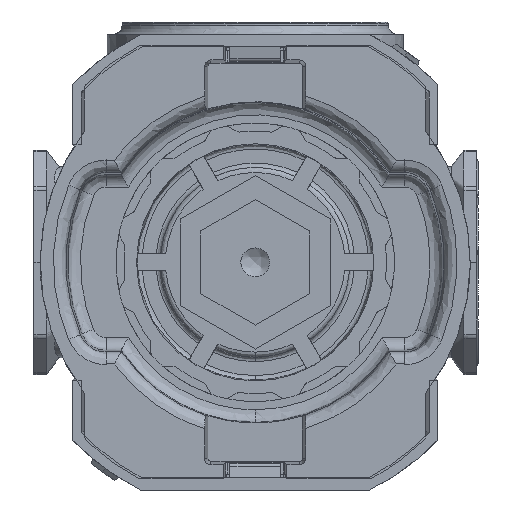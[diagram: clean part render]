
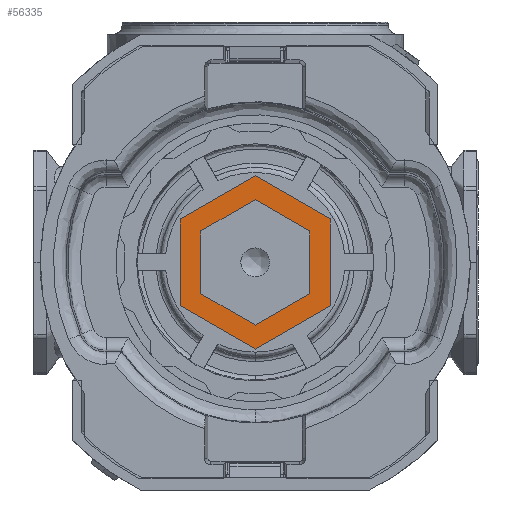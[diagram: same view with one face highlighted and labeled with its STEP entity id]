
A CAD part, front view. The second image highlights one B-rep face of the part: STEP entity #56335.
In plain terms, the highlighted planar face has unit normal (0, -1, 0).
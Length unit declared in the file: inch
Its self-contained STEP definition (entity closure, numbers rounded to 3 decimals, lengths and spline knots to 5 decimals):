
#1184 = CARTESIAN_POINT ( 'NONE',  ( -0.33819, 0., 0. ) ) ;
#3655 = CARTESIAN_POINT ( 'NONE',  ( -0.46752, 0., 0.26992 ) ) ;
#3767 = LINE ( 'NONE', #53918, #55658 ) ;
#4281 = VERTEX_POINT ( 'NONE', #27123 ) ;
#5130 = LINE ( 'NONE', #80366, #46162 ) ;
#6111 = EDGE_CURVE ( 'NONE', #6239, #53469, #27747, .T. ) ;
#6119 = VECTOR ( 'NONE', #68929, 39.37008 ) ;
#6239 = VERTEX_POINT ( 'NONE', #73335 ) ;
#6318 = VECTOR ( 'NONE', #26233, 39.37008 ) ;
#6665 = VECTOR ( 'NONE', #52153, 39.37008 ) ;
#7607 = CARTESIAN_POINT ( 'NONE',  ( 0.46752, 0., -0.26992 ) ) ;
#7773 = CARTESIAN_POINT ( 'NONE',  ( -0.33819, 0., -0.19525 ) ) ;
#8485 = ORIENTED_EDGE ( 'NONE', *, *, #49863, .T. ) ;
#11025 = EDGE_CURVE ( 'NONE', #21171, #77303, #3767, .T. ) ;
#13504 = VECTOR ( 'NONE', #79483, 39.37008 ) ;
#14580 = DIRECTION ( 'NONE',  ( 0.866, 0., -0.5 ) ) ;
#14748 = LINE ( 'NONE', #3655, #33692 ) ;
#15163 = ORIENTED_EDGE ( 'NONE', *, *, #28993, .T. ) ;
#15263 = DIRECTION ( 'NONE',  ( -0.866, 0., 0.5 ) ) ;
#15551 = CARTESIAN_POINT ( 'NONE',  ( 0.46752, 0., 0.26992 ) ) ;
#20089 = LINE ( 'NONE', #1184, #6318 ) ;
#20173 = LINE ( 'NONE', #69517, #47541 ) ;
#21171 = VERTEX_POINT ( 'NONE', #67591 ) ;
#22736 = CARTESIAN_POINT ( 'NONE',  ( 0., 0., -0.53985 ) ) ;
#23260 = CARTESIAN_POINT ( 'NONE',  ( 0., 0., 0.39051 ) ) ;
#24239 = VERTEX_POINT ( 'NONE', #7773 ) ;
#26233 = DIRECTION ( 'NONE',  ( 0., 0., -1. ) ) ;
#27063 = LINE ( 'NONE', #45976, #6665 ) ;
#27123 = CARTESIAN_POINT ( 'NONE',  ( 0., 0., 0.53985 ) ) ;
#27171 = LINE ( 'NONE', #71595, #64150 ) ;
#27747 = LINE ( 'NONE', #46663, #65428 ) ;
#28005 = DIRECTION ( 'NONE',  ( -0.866, 0., -0.5 ) ) ;
#28993 = EDGE_CURVE ( 'NONE', #73583, #6239, #20173, .T. ) ;
#29332 = LINE ( 'NONE', #60191, #13504 ) ;
#29673 = CARTESIAN_POINT ( 'NONE',  ( 0.33819, 0., -0.19525 ) ) ;
#29782 = DIRECTION ( 'NONE',  ( 0., 0., 1. ) ) ;
#30273 = EDGE_CURVE ( 'NONE', #58342, #24239, #20089, .T. ) ;
#30962 = EDGE_CURVE ( 'NONE', #57014, #21171, #79943, .T. ) ;
#31453 = LINE ( 'NONE', #7607, #44403 ) ;
#33595 = CARTESIAN_POINT ( 'NONE',  ( -0.46752, 0., 0.26992 ) ) ;
#33692 = VECTOR ( 'NONE', #34080, 39.37008 ) ;
#34080 = DIRECTION ( 'NONE',  ( -0.866, 0., -0.5 ) ) ;
#35654 = ORIENTED_EDGE ( 'NONE', *, *, #30273, .F. ) ;
#35972 = CARTESIAN_POINT ( 'NONE',  ( 0.33819, 0., 0. ) ) ;
#36733 = VERTEX_POINT ( 'NONE', #15551 ) ;
#36940 = ORIENTED_EDGE ( 'NONE', *, *, #30962, .F. ) ;
#37060 = DIRECTION ( 'NONE',  ( 0., 1., 0. ) ) ;
#40345 = EDGE_CURVE ( 'NONE', #24239, #64164, #29332, .T. ) ;
#41047 = VERTEX_POINT ( 'NONE', #74623 ) ;
#42809 = FACE_BOUND ( 'NONE', #60118, .T. ) ;
#43913 = EDGE_CURVE ( 'NONE', #64164, #57014, #27063, .T. ) ;
#44403 = VECTOR ( 'NONE', #56547, 39.37008 ) ;
#44664 = EDGE_CURVE ( 'NONE', #77303, #58342, #27171, .T. ) ;
#45976 = CARTESIAN_POINT ( 'NONE',  ( 0., 0., -0.39051 ) ) ;
#46162 = VECTOR ( 'NONE', #75799, 39.37008 ) ;
#46663 = CARTESIAN_POINT ( 'NONE',  ( 0., 0., -0.53985 ) ) ;
#46735 = EDGE_CURVE ( 'NONE', #4281, #73583, #14748, .T. ) ;
#47541 = VECTOR ( 'NONE', #69116, 39.37008 ) ;
#47759 = ORIENTED_EDGE ( 'NONE', *, *, #44664, .F. ) ;
#49614 = ORIENTED_EDGE ( 'NONE', *, *, #43913, .F. ) ;
#49768 = DIRECTION ( 'NONE',  ( 0., 0., 1. ) ) ;
#49863 = EDGE_CURVE ( 'NONE', #53469, #41047, #31453, .T. ) ;
#50000 = CARTESIAN_POINT ( 'NONE',  ( 0.46752, 0., 0.26992 ) ) ;
#52153 = DIRECTION ( 'NONE',  ( 0.866, 0., 0.5 ) ) ;
#53469 = VERTEX_POINT ( 'NONE', #22736 ) ;
#53918 = CARTESIAN_POINT ( 'NONE',  ( 0.33819, 0., 0.19525 ) ) ;
#54970 = LINE ( 'NONE', #50000, #6119 ) ;
#55658 = VECTOR ( 'NONE', #15263, 39.37008 ) ;
#56335 = ADVANCED_FACE ( 'NONE', ( #62962, #42809 ), #74453, .F. ) ;
#56547 = DIRECTION ( 'NONE',  ( 0.866, 0., 0.5 ) ) ;
#56570 = ORIENTED_EDGE ( 'NONE', *, *, #67622, .T. ) ;
#57014 = VERTEX_POINT ( 'NONE', #29673 ) ;
#58342 = VERTEX_POINT ( 'NONE', #58442 ) ;
#58442 = CARTESIAN_POINT ( 'NONE',  ( -0.33819, 0., 0.19525 ) ) ;
#60118 = EDGE_LOOP ( 'NONE', ( #47759, #75916, #36940, #49614, #79325, #35654 ) ) ;
#60191 = CARTESIAN_POINT ( 'NONE',  ( -0.33819, 0., -0.19525 ) ) ;
#60812 = AXIS2_PLACEMENT_3D ( 'NONE', #69520, #37060, #49768 ) ;
#62848 = VECTOR ( 'NONE', #29782, 39.37008 ) ;
#62962 = FACE_OUTER_BOUND ( 'NONE', #79528, .T. ) ;
#64150 = VECTOR ( 'NONE', #28005, 39.37008 ) ;
#64164 = VERTEX_POINT ( 'NONE', #65873 ) ;
#65428 = VECTOR ( 'NONE', #14580, 39.37008 ) ;
#65873 = CARTESIAN_POINT ( 'NONE',  ( 0., 0., -0.39051 ) ) ;
#67168 = ORIENTED_EDGE ( 'NONE', *, *, #80787, .T. ) ;
#67591 = CARTESIAN_POINT ( 'NONE',  ( 0.33819, 0., 0.19525 ) ) ;
#67622 = EDGE_CURVE ( 'NONE', #36733, #4281, #5130, .T. ) ;
#68850 = ORIENTED_EDGE ( 'NONE', *, *, #46735, .T. ) ;
#68929 = DIRECTION ( 'NONE',  ( 0., 0., 1. ) ) ;
#69116 = DIRECTION ( 'NONE',  ( 0., 0., -1. ) ) ;
#69270 = ORIENTED_EDGE ( 'NONE', *, *, #6111, .T. ) ;
#69517 = CARTESIAN_POINT ( 'NONE',  ( -0.46752, 0., -0.26992 ) ) ;
#69520 = CARTESIAN_POINT ( 'NONE',  ( 0., 0., 0. ) ) ;
#71595 = CARTESIAN_POINT ( 'NONE',  ( 0., 0., 0.39051 ) ) ;
#73335 = CARTESIAN_POINT ( 'NONE',  ( -0.46752, 0., -0.26992 ) ) ;
#73583 = VERTEX_POINT ( 'NONE', #33595 ) ;
#74453 = PLANE ( 'NONE',  #60812 ) ;
#74623 = CARTESIAN_POINT ( 'NONE',  ( 0.46752, 0., -0.26992 ) ) ;
#75799 = DIRECTION ( 'NONE',  ( -0.866, 0., 0.5 ) ) ;
#75916 = ORIENTED_EDGE ( 'NONE', *, *, #11025, .F. ) ;
#77303 = VERTEX_POINT ( 'NONE', #23260 ) ;
#79325 = ORIENTED_EDGE ( 'NONE', *, *, #40345, .F. ) ;
#79483 = DIRECTION ( 'NONE',  ( 0.866, 0., -0.5 ) ) ;
#79528 = EDGE_LOOP ( 'NONE', ( #69270, #8485, #67168, #56570, #68850, #15163 ) ) ;
#79943 = LINE ( 'NONE', #35972, #62848 ) ;
#80366 = CARTESIAN_POINT ( 'NONE',  ( 0., 0., 0.53985 ) ) ;
#80787 = EDGE_CURVE ( 'NONE', #41047, #36733, #54970, .T. ) ;
